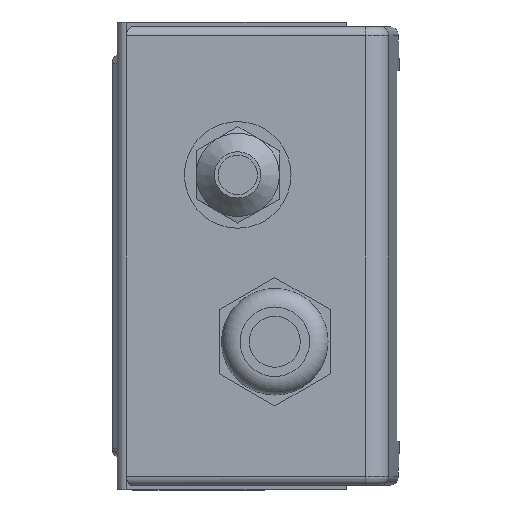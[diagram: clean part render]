
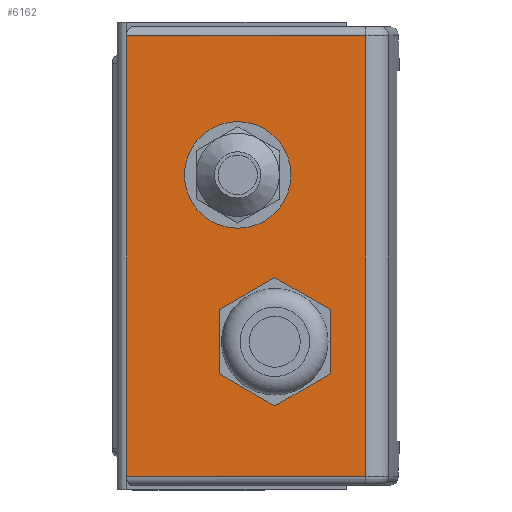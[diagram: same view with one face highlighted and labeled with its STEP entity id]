
A CAD part, front view. The second image highlights one B-rep face of the part: STEP entity #6162.
In plain terms, the highlighted planar face has unit normal (0, -1, 0).
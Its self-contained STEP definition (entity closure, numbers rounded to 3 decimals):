
#206=FACE_BOUND('',#931,.T.);
#207=FACE_BOUND('',#932,.T.);
#545=FACE_OUTER_BOUND('',#930,.T.);
#930=EDGE_LOOP('',(#5570,#5571,#5572,#5573));
#931=EDGE_LOOP('',(#5574,#5575,#5576,#5577,#5578,#5579));
#932=EDGE_LOOP('',(#5580,#5581));
#1070=CIRCLE('',#6568,11.5);
#1071=CIRCLE('',#6569,11.5);
#1583=LINE('',#9826,#2205);
#1587=LINE('',#9834,#2209);
#1590=LINE('',#9840,#2212);
#1593=LINE('',#9846,#2215);
#1596=LINE('',#9852,#2218);
#1599=LINE('',#9857,#2221);
#1717=LINE('',#10187,#2339);
#1749=LINE('',#10280,#2371);
#1752=LINE('',#10304,#2374);
#1755=LINE('',#10322,#2377);
#2205=VECTOR('',#7926,10.);
#2209=VECTOR('',#7932,10.);
#2212=VECTOR('',#7937,10.);
#2215=VECTOR('',#7942,10.);
#2218=VECTOR('',#7947,10.);
#2221=VECTOR('',#7952,10.);
#2339=VECTOR('',#8264,10.);
#2371=VECTOR('',#8368,10.);
#2374=VECTOR('',#8403,10.);
#2377=VECTOR('',#8430,10.);
#2806=VERTEX_POINT('',#9824);
#2807=VERTEX_POINT('',#9825);
#2810=VERTEX_POINT('',#9833);
#2812=VERTEX_POINT('',#9839);
#2814=VERTEX_POINT('',#9845);
#2816=VERTEX_POINT('',#9851);
#2820=VERTEX_POINT('',#9867);
#2821=VERTEX_POINT('',#9868);
#2910=VERTEX_POINT('',#10123);
#2912=VERTEX_POINT('',#10129);
#2932=VERTEX_POINT('',#10186);
#2962=VERTEX_POINT('',#10300);
#3591=EDGE_CURVE('',#2806,#2807,#1583,.T.);
#3595=EDGE_CURVE('',#2807,#2810,#1587,.T.);
#3598=EDGE_CURVE('',#2810,#2812,#1590,.T.);
#3601=EDGE_CURVE('',#2812,#2814,#1593,.T.);
#3604=EDGE_CURVE('',#2814,#2816,#1596,.T.);
#3607=EDGE_CURVE('',#2816,#2806,#1599,.T.);
#3612=EDGE_CURVE('',#2820,#2821,#1070,.T.);
#3613=EDGE_CURVE('',#2821,#2820,#1071,.T.);
#3767=EDGE_CURVE('',#2910,#2932,#1717,.T.);
#3814=EDGE_CURVE('',#2912,#2910,#1749,.T.);
#3826=EDGE_CURVE('',#2962,#2912,#1752,.T.);
#3835=EDGE_CURVE('',#2932,#2962,#1755,.T.);
#5570=ORIENTED_EDGE('',*,*,#3826,.F.);
#5571=ORIENTED_EDGE('',*,*,#3835,.F.);
#5572=ORIENTED_EDGE('',*,*,#3767,.F.);
#5573=ORIENTED_EDGE('',*,*,#3814,.F.);
#5574=ORIENTED_EDGE('',*,*,#3591,.T.);
#5575=ORIENTED_EDGE('',*,*,#3595,.T.);
#5576=ORIENTED_EDGE('',*,*,#3598,.T.);
#5577=ORIENTED_EDGE('',*,*,#3601,.T.);
#5578=ORIENTED_EDGE('',*,*,#3604,.T.);
#5579=ORIENTED_EDGE('',*,*,#3607,.T.);
#5580=ORIENTED_EDGE('',*,*,#3612,.T.);
#5581=ORIENTED_EDGE('',*,*,#3613,.T.);
#5824=PLANE('',#6728);
#6162=ADVANCED_FACE('',(#545,#206,#207),#5824,.T.);
#6568=AXIS2_PLACEMENT_3D('',#9869,#7965,#7966);
#6569=AXIS2_PLACEMENT_3D('',#9870,#7967,#7968);
#6728=AXIS2_PLACEMENT_3D('',#10329,#8441,#8442);
#7926=DIRECTION('',(-0.866,0.,-0.5));
#7932=DIRECTION('',(-0.866,0.,0.5));
#7937=DIRECTION('',(0.,0.,1.));
#7942=DIRECTION('',(0.866,0.,0.5));
#7947=DIRECTION('',(0.866,0.,-0.5));
#7952=DIRECTION('',(0.,0.,-1.));
#7965=DIRECTION('center_axis',(0.,1.,0.));
#7966=DIRECTION('ref_axis',(0.,0.,-1.));
#7967=DIRECTION('center_axis',(0.,1.,0.));
#7968=DIRECTION('ref_axis',(0.,0.,-1.));
#8264=DIRECTION('',(1.,0.,0.));
#8368=DIRECTION('',(0.,0.,1.));
#8403=DIRECTION('',(-1.,0.,0.));
#8430=DIRECTION('',(0.,0.,-1.));
#8441=DIRECTION('center_axis',(0.,-1.,0.));
#8442=DIRECTION('ref_axis',(-1.,0.,0.));
#9824=CARTESIAN_POINT('',(39.986,-38.5,-24.928));
#9825=CARTESIAN_POINT('',(27.986,-38.5,-31.856));
#9826=CARTESIAN_POINT('',(43.991,-38.5,-22.616));
#9833=CARTESIAN_POINT('',(15.986,-38.5,-24.928));
#9834=CARTESIAN_POINT('',(23.98,-38.5,-29.544));
#9839=CARTESIAN_POINT('',(15.986,-38.5,-11.072));
#9840=CARTESIAN_POINT('',(15.986,-38.5,-5.286));
#9845=CARTESIAN_POINT('',(27.986,-38.5,-4.144));
#9846=CARTESIAN_POINT('',(37.991,-38.5,1.633));
#9851=CARTESIAN_POINT('',(39.986,-38.5,-11.072));
#9852=CARTESIAN_POINT('',(41.98,-38.5,-12.223));
#9857=CARTESIAN_POINT('',(39.986,-38.5,-12.214));
#9867=CARTESIAN_POINT('',(19.986,-38.5,6.5));
#9868=CARTESIAN_POINT('',(19.986,-38.5,29.5));
#9869=CARTESIAN_POINT('Origin',(19.986,-38.5,18.));
#9870=CARTESIAN_POINT('Origin',(19.986,-38.5,18.));
#10123=CARTESIAN_POINT('',(-4.014,-38.5,48.));
#10129=CARTESIAN_POINT('',(-4.014,-38.5,-47.));
#10186=CARTESIAN_POINT('',(47.615,-38.5,48.));
#10187=CARTESIAN_POINT('',(38.217,-38.5,48.));
#10280=CARTESIAN_POINT('',(-4.014,-38.5,0.5));
#10300=CARTESIAN_POINT('',(47.615,-38.5,-47.));
#10304=CARTESIAN_POINT('',(38.217,-38.5,-47.));
#10322=CARTESIAN_POINT('',(47.615,-38.5,0.5));
#10329=CARTESIAN_POINT('Origin',(51.986,-38.5,0.5));
